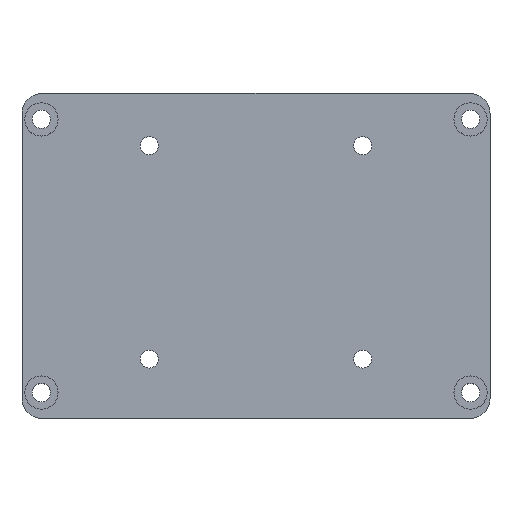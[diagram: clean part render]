
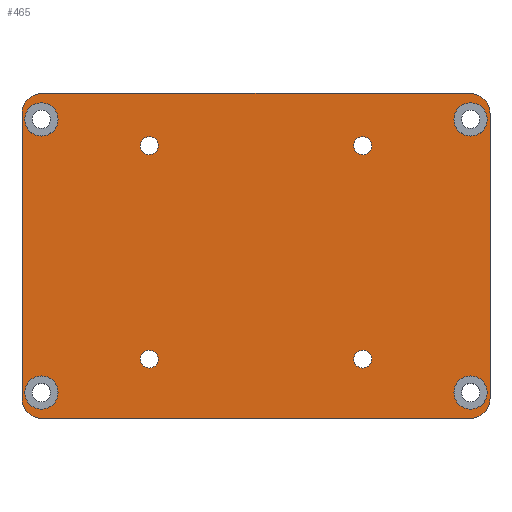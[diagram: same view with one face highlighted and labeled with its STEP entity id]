
A CAD part, top view. The second image highlights one B-rep face of the part: STEP entity #465.
In plain terms, the highlighted planar face has unit normal (0, 0, 1).
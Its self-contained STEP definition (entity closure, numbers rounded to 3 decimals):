
#19=FACE_BOUND('',#100,.T.);
#20=FACE_BOUND('',#101,.T.);
#21=FACE_BOUND('',#102,.T.);
#22=FACE_BOUND('',#103,.T.);
#23=FACE_BOUND('',#104,.T.);
#24=FACE_BOUND('',#105,.T.);
#25=FACE_BOUND('',#106,.T.);
#26=FACE_BOUND('',#107,.T.);
#43=PLANE('',#537);
#69=FACE_OUTER_BOUND('',#99,.T.);
#99=EDGE_LOOP('',(#393,#394,#395,#396,#397,#398,#399,#400));
#100=EDGE_LOOP('',(#401));
#101=EDGE_LOOP('',(#402));
#102=EDGE_LOOP('',(#403));
#103=EDGE_LOOP('',(#404));
#104=EDGE_LOOP('',(#405));
#105=EDGE_LOOP('',(#406));
#106=EDGE_LOOP('',(#407));
#107=EDGE_LOOP('',(#408));
#131=LINE('',#769,#159);
#135=LINE('',#781,#163);
#139=LINE('',#793,#167);
#143=LINE('',#805,#171);
#159=VECTOR('',#637,10.);
#163=VECTOR('',#649,10.);
#167=VECTOR('',#661,10.);
#171=VECTOR('',#673,10.);
#174=CIRCLE('',#483,3.25);
#177=CIRCLE('',#488,3.25);
#180=CIRCLE('',#493,3.25);
#183=CIRCLE('',#498,3.25);
#187=CIRCLE('',#506,1.75);
#191=CIRCLE('',#513,1.75);
#193=CIRCLE('',#516,1.75);
#195=CIRCLE('',#519,1.75);
#198=CIRCLE('',#524,3.9);
#200=CIRCLE('',#528,3.9);
#202=CIRCLE('',#532,3.9);
#204=CIRCLE('',#536,3.9);
#206=VERTEX_POINT('',#689);
#209=VERTEX_POINT('',#698);
#212=VERTEX_POINT('',#707);
#215=VERTEX_POINT('',#716);
#219=VERTEX_POINT('',#731);
#223=VERTEX_POINT('',#745);
#225=VERTEX_POINT('',#751);
#227=VERTEX_POINT('',#757);
#231=VERTEX_POINT('',#766);
#232=VERTEX_POINT('',#768);
#234=VERTEX_POINT('',#774);
#236=VERTEX_POINT('',#780);
#238=VERTEX_POINT('',#786);
#240=VERTEX_POINT('',#792);
#242=VERTEX_POINT('',#798);
#244=VERTEX_POINT('',#804);
#247=EDGE_CURVE('',#206,#206,#174,.T.);
#251=EDGE_CURVE('',#209,#209,#177,.T.);
#255=EDGE_CURVE('',#212,#212,#180,.T.);
#259=EDGE_CURVE('',#215,#215,#183,.T.);
#265=EDGE_CURVE('',#219,#219,#187,.T.);
#272=EDGE_CURVE('',#223,#223,#191,.T.);
#275=EDGE_CURVE('',#225,#225,#193,.T.);
#278=EDGE_CURVE('',#227,#227,#195,.T.);
#283=EDGE_CURVE('',#232,#231,#131,.T.);
#286=EDGE_CURVE('',#234,#232,#198,.T.);
#289=EDGE_CURVE('',#236,#234,#135,.T.);
#292=EDGE_CURVE('',#238,#236,#200,.T.);
#295=EDGE_CURVE('',#240,#238,#139,.T.);
#298=EDGE_CURVE('',#242,#240,#202,.T.);
#301=EDGE_CURVE('',#244,#242,#143,.T.);
#304=EDGE_CURVE('',#231,#244,#204,.T.);
#393=ORIENTED_EDGE('',*,*,#304,.T.);
#394=ORIENTED_EDGE('',*,*,#301,.T.);
#395=ORIENTED_EDGE('',*,*,#298,.T.);
#396=ORIENTED_EDGE('',*,*,#295,.T.);
#397=ORIENTED_EDGE('',*,*,#292,.T.);
#398=ORIENTED_EDGE('',*,*,#289,.T.);
#399=ORIENTED_EDGE('',*,*,#286,.T.);
#400=ORIENTED_EDGE('',*,*,#283,.T.);
#401=ORIENTED_EDGE('',*,*,#247,.T.);
#402=ORIENTED_EDGE('',*,*,#251,.T.);
#403=ORIENTED_EDGE('',*,*,#255,.T.);
#404=ORIENTED_EDGE('',*,*,#259,.T.);
#405=ORIENTED_EDGE('',*,*,#278,.T.);
#406=ORIENTED_EDGE('',*,*,#275,.T.);
#407=ORIENTED_EDGE('',*,*,#272,.T.);
#408=ORIENTED_EDGE('',*,*,#265,.T.);
#465=ADVANCED_FACE('',(#69,#19,#20,#21,#22,#23,#24,#25,#26),#43,.T.);
#483=AXIS2_PLACEMENT_3D('',#691,#546,#547);
#488=AXIS2_PLACEMENT_3D('',#700,#557,#558);
#493=AXIS2_PLACEMENT_3D('',#709,#568,#569);
#498=AXIS2_PLACEMENT_3D('',#718,#579,#580);
#506=AXIS2_PLACEMENT_3D('',#732,#597,#598);
#513=AXIS2_PLACEMENT_3D('',#746,#614,#615);
#516=AXIS2_PLACEMENT_3D('',#752,#621,#622);
#519=AXIS2_PLACEMENT_3D('',#758,#628,#629);
#524=AXIS2_PLACEMENT_3D('',#775,#643,#644);
#528=AXIS2_PLACEMENT_3D('',#787,#655,#656);
#532=AXIS2_PLACEMENT_3D('',#799,#667,#668);
#536=AXIS2_PLACEMENT_3D('',#809,#679,#680);
#537=AXIS2_PLACEMENT_3D('',#810,#681,#682);
#546=DIRECTION('center_axis',(0.,0.,-1.));
#547=DIRECTION('ref_axis',(1.,0.,0.));
#557=DIRECTION('center_axis',(0.,0.,-1.));
#558=DIRECTION('ref_axis',(1.,0.,0.));
#568=DIRECTION('center_axis',(0.,0.,-1.));
#569=DIRECTION('ref_axis',(1.,0.,0.));
#579=DIRECTION('center_axis',(0.,0.,-1.));
#580=DIRECTION('ref_axis',(1.,0.,0.));
#597=DIRECTION('center_axis',(0.,0.,-1.));
#598=DIRECTION('ref_axis',(1.,0.,0.));
#614=DIRECTION('center_axis',(0.,0.,-1.));
#615=DIRECTION('ref_axis',(1.,0.,0.));
#621=DIRECTION('center_axis',(0.,0.,-1.));
#622=DIRECTION('ref_axis',(1.,0.,0.));
#628=DIRECTION('center_axis',(0.,0.,-1.));
#629=DIRECTION('ref_axis',(1.,0.,0.));
#637=DIRECTION('',(1.,0.,0.));
#643=DIRECTION('center_axis',(0.,0.,1.));
#644=DIRECTION('ref_axis',(-1.,0.,0.));
#649=DIRECTION('',(0.,-1.,0.));
#655=DIRECTION('center_axis',(0.,0.,1.));
#656=DIRECTION('ref_axis',(0.,1.,0.));
#661=DIRECTION('',(-1.,0.,0.));
#667=DIRECTION('center_axis',(0.,0.,1.));
#668=DIRECTION('ref_axis',(1.,0.,0.));
#673=DIRECTION('',(0.,1.,0.));
#679=DIRECTION('center_axis',(0.,0.,1.));
#680=DIRECTION('ref_axis',(0.,-1.,0.));
#681=DIRECTION('center_axis',(0.,0.,1.));
#682=DIRECTION('ref_axis',(1.,0.,0.));
#689=CARTESIAN_POINT('',(0.55,5.08,3.3));
#691=CARTESIAN_POINT('Origin',(3.8,5.08,3.3));
#698=CARTESIAN_POINT('',(0.55,58.42,3.3));
#700=CARTESIAN_POINT('Origin',(3.8,58.42,3.3));
#707=CARTESIAN_POINT('',(84.35,5.08,3.3));
#709=CARTESIAN_POINT('Origin',(87.6,5.08,3.3));
#716=CARTESIAN_POINT('',(84.35,58.42,3.3));
#718=CARTESIAN_POINT('Origin',(87.6,58.42,3.3));
#731=CARTESIAN_POINT('',(23.1,53.3,3.3));
#732=CARTESIAN_POINT('Origin',(24.85,53.3,3.3));
#745=CARTESIAN_POINT('',(64.8,11.6,3.3));
#746=CARTESIAN_POINT('Origin',(66.55,11.6,3.3));
#751=CARTESIAN_POINT('',(23.1,11.6,3.3));
#752=CARTESIAN_POINT('Origin',(24.85,11.6,3.3));
#757=CARTESIAN_POINT('',(64.8,53.3,3.3));
#758=CARTESIAN_POINT('Origin',(66.55,53.3,3.3));
#766=CARTESIAN_POINT('',(87.5,0.,3.3));
#768=CARTESIAN_POINT('',(3.9,0.,3.3));
#769=CARTESIAN_POINT('',(3.9,0.,3.3));
#774=CARTESIAN_POINT('',(0.,3.9,3.3));
#775=CARTESIAN_POINT('Origin',(3.9,3.9,3.3));
#780=CARTESIAN_POINT('',(0.,59.6,3.3));
#781=CARTESIAN_POINT('',(0.,59.6,3.3));
#786=CARTESIAN_POINT('',(3.9,63.5,3.3));
#787=CARTESIAN_POINT('Origin',(3.9,59.6,3.3));
#792=CARTESIAN_POINT('',(87.5,63.5,3.3));
#793=CARTESIAN_POINT('',(87.5,63.5,3.3));
#798=CARTESIAN_POINT('',(91.4,59.6,3.3));
#799=CARTESIAN_POINT('Origin',(87.5,59.6,3.3));
#804=CARTESIAN_POINT('',(91.4,3.9,3.3));
#805=CARTESIAN_POINT('',(91.4,3.9,3.3));
#809=CARTESIAN_POINT('Origin',(87.5,3.9,3.3));
#810=CARTESIAN_POINT('Origin',(45.7,31.75,3.3));
